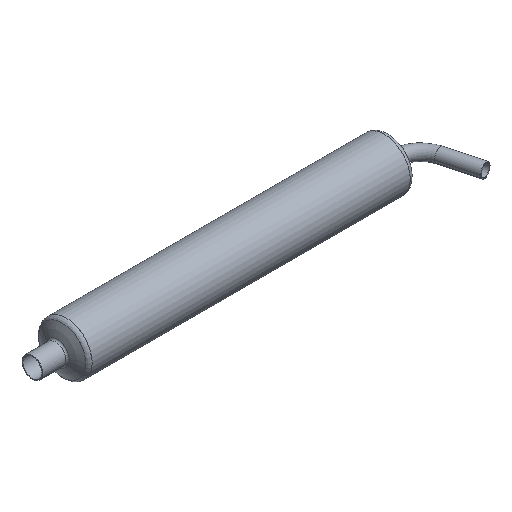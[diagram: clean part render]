
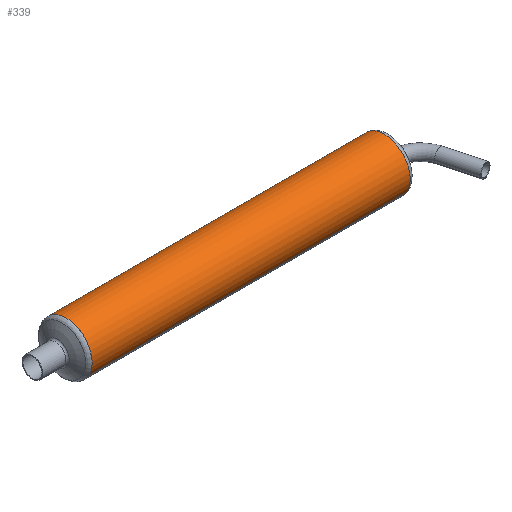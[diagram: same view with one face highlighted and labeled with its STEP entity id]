
A CAD part, isometric view. The second image highlights one B-rep face of the part: STEP entity #339.
In plain terms, the highlighted cylindrical face has radius 27.5 mm (diameter 55 mm), a partial arc.
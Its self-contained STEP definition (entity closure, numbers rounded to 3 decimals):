
#258=CARTESIAN_POINT('Vertex',(36.029,-24.134,-13.184)) ;
#265=CARTESIAN_POINT('Vertex',(36.029,24.134,13.184)) ;
#280=CARTESIAN_POINT('Axis2P3D Location',(192.254,0.,0.)) ;
#285=CARTESIAN_POINT('Line Origine',(205.,-24.134,-13.184)) ;
#289=CARTESIAN_POINT('Vertex',(373.971,-24.134,-13.184)) ;
#292=CARTESIAN_POINT('Line Origine',(205.,24.134,13.184)) ;
#296=CARTESIAN_POINT('Vertex',(373.971,24.134,13.184)) ;
#316=CARTESIAN_POINT('Axis2P3D Location',(36.029,0.,0.)) ;
#328=CARTESIAN_POINT('Axis2P3D Location',(373.971,0.,0.)) ;
#287=VECTOR('Line Direction',#286,1.) ;
#294=VECTOR('Line Direction',#293,1.) ;
#281=DIRECTION('Axis2P3D Direction',(1.,0.,0.)) ;
#282=DIRECTION('Axis2P3D XDirection',(0.,0.878,0.479)) ;
#286=DIRECTION('Vector Direction',(1.,0.,0.)) ;
#293=DIRECTION('Vector Direction',(1.,0.,0.)) ;
#317=DIRECTION('Axis2P3D Direction',(-1.,-0.,0.)) ;
#329=DIRECTION('Axis2P3D Direction',(1.,0.,0.)) ;
#283=AXIS2_PLACEMENT_3D('Cylinder Axis2P3D',#280,#281,#282) ;
#318=AXIS2_PLACEMENT_3D('Circle Axis2P3D',#316,#317,$) ;
#330=AXIS2_PLACEMENT_3D('Circle Axis2P3D',#328,#329,$) ;
#288=LINE('Line',#285,#287) ;
#295=LINE('Line',#292,#294) ;
#319=CIRCLE('generated circle',#318,27.5) ;
#331=CIRCLE('generated circle',#330,27.5) ;
#284=CYLINDRICAL_SURFACE('generated cylinder',#283,27.5) ;
#291=EDGE_CURVE('',#290,#259,#288,.F.) ;
#298=EDGE_CURVE('',#297,#266,#295,.F.) ;
#320=EDGE_CURVE('',#266,#259,#319,.F.) ;
#332=EDGE_CURVE('',#297,#290,#331,.T.) ;
#334=ORIENTED_EDGE('',*,*,#298,.T.) ;
#335=ORIENTED_EDGE('',*,*,#320,.T.) ;
#336=ORIENTED_EDGE('',*,*,#291,.F.) ;
#337=ORIENTED_EDGE('',*,*,#332,.F.) ;
#333=EDGE_LOOP('',(#334,#335,#336,#337)) ;
#259=VERTEX_POINT('',#258) ;
#266=VERTEX_POINT('',#265) ;
#290=VERTEX_POINT('',#289) ;
#297=VERTEX_POINT('',#296) ;
#339=ADVANCED_FACE('PartBody',(#338),#284,.T.) ;
#338=FACE_OUTER_BOUND('',#333,.T.) ;
